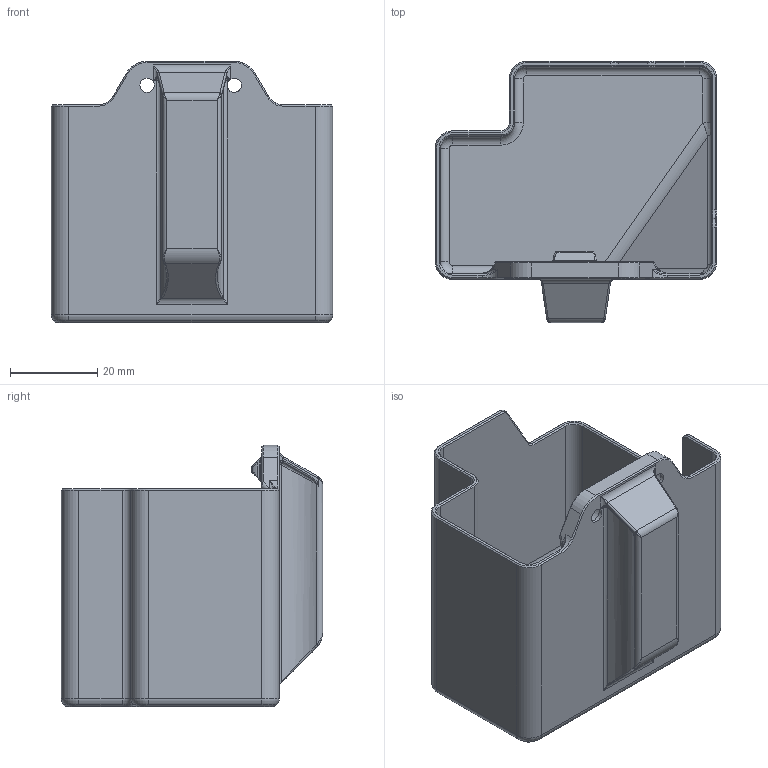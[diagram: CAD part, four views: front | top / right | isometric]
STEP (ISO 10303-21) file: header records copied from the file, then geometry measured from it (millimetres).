
FILE_DESCRIPTION(/* description */ ('STEP AP242','CAx-IF Rec.Pracs.---Representation and Presentation of Product Manufacturing Information (PMI)---4.0---2014-10-13','CAx-IF Rec.Pracs.---3D Tessellated Geometry---0.4---2014-09-14','2;1'),/* implementation_level */ '2;1');
FILE_NAME(/* name */ '6619c5bcf1fe67209756d76b',/* time_stamp */ '2024-04-12T23:37:32Z',/* author */ (''),/* organization */ (''),/* preprocessor_version */ 'ST-DEVELOPER v20',/* originating_system */ ' ',/* authorisation */ ' ');
FILE_SCHEMA (('AP242_MANAGED_MODEL_BASED_3D_ENGINEERING_MIM_LF { 1 0 10303 442 1 1 4 }'));
Length unit declared in the file: metre
Products named in the file (1): Part 1
Bounding box: 64.6 x 60 x 60 mm (x, y, z)
Volume: 18911.4 mm3; surface area: 29551 mm2
Topology: 1 solids, 4 shells, 339 faces, 799 edges, 451 vertices
Faces by surface type: plane 106, cylinder 95, bspline 91, cone 36, torus 11
Full cylindrical faces by diameter (mm): 3.3 x2
Entity records: 10477 total; most frequent: CARTESIAN_POINT 3212, ORIENTED_EDGE 1552, DIRECTION 1475, EDGE_CURVE 776, AXIS2_PLACEMENT_3D 556, VERTEX_POINT 450, LINE 363, VECTOR 363
